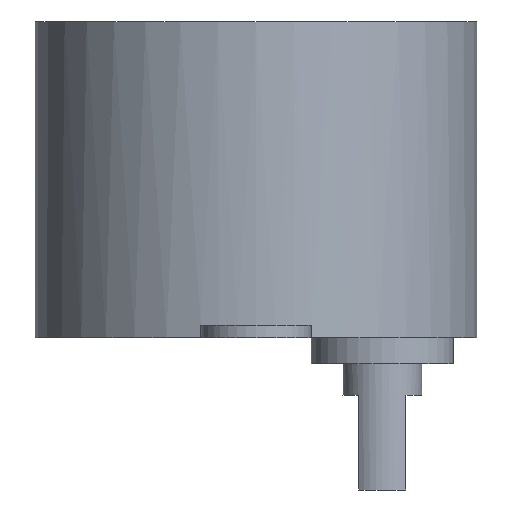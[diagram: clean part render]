
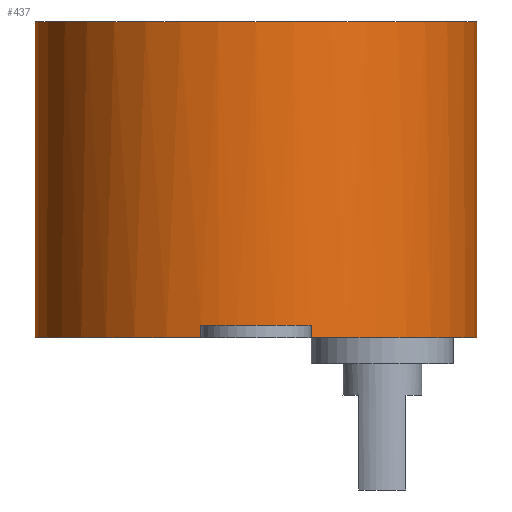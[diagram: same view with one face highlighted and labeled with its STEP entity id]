
A CAD part, left-side view. The second image highlights one B-rep face of the part: STEP entity #437.
In plain terms, the highlighted cylindrical face has radius 14 mm (diameter 28 mm), a full revolution.
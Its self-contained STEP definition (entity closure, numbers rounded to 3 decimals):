
#40=CYLINDRICAL_SURFACE('',#503,14.);
#64=FACE_OUTER_BOUND('',#94,.T.);
#94=EDGE_LOOP('',(#373,#374,#375,#376,#377,#378,#379,#380,#381,#382,#383,
#384));
#117=LINE('',#726,#148);
#119=LINE('',#731,#150);
#126=LINE('',#755,#157);
#128=LINE('',#760,#159);
#130=LINE('',#769,#161);
#148=VECTOR('',#595,10.);
#150=VECTOR('',#599,10.);
#157=VECTOR('',#624,10.);
#159=VECTOR('',#628,10.);
#161=VECTOR('',#640,14.);
#178=CIRCLE('',#491,14.);
#183=CIRCLE('',#501,14.);
#184=CIRCLE('',#502,14.);
#185=CIRCLE('',#504,14.);
#186=CIRCLE('',#505,14.);
#187=CIRCLE('',#506,14.);
#210=VERTEX_POINT('',#722);
#211=VERTEX_POINT('',#724);
#212=VERTEX_POINT('',#728);
#213=VERTEX_POINT('',#730);
#220=VERTEX_POINT('',#751);
#221=VERTEX_POINT('',#753);
#222=VERTEX_POINT('',#757);
#223=VERTEX_POINT('',#759);
#224=VERTEX_POINT('',#763);
#225=VERTEX_POINT('',#767);
#259=EDGE_CURVE('',#210,#211,#117,.T.);
#261=EDGE_CURVE('',#213,#212,#119,.T.);
#263=EDGE_CURVE('',#211,#213,#178,.T.);
#273=EDGE_CURVE('',#220,#221,#126,.T.);
#275=EDGE_CURVE('',#223,#222,#128,.T.);
#277=EDGE_CURVE('',#224,#223,#183,.T.);
#278=EDGE_CURVE('',#221,#224,#184,.T.);
#279=EDGE_CURVE('',#225,#225,#185,.T.);
#280=EDGE_CURVE('',#225,#224,#130,.T.);
#281=EDGE_CURVE('',#222,#210,#186,.T.);
#282=EDGE_CURVE('',#212,#220,#187,.T.);
#373=ORIENTED_EDGE('',*,*,#279,.F.);
#374=ORIENTED_EDGE('',*,*,#280,.T.);
#375=ORIENTED_EDGE('',*,*,#277,.T.);
#376=ORIENTED_EDGE('',*,*,#275,.T.);
#377=ORIENTED_EDGE('',*,*,#281,.T.);
#378=ORIENTED_EDGE('',*,*,#259,.T.);
#379=ORIENTED_EDGE('',*,*,#263,.T.);
#380=ORIENTED_EDGE('',*,*,#261,.T.);
#381=ORIENTED_EDGE('',*,*,#282,.T.);
#382=ORIENTED_EDGE('',*,*,#273,.T.);
#383=ORIENTED_EDGE('',*,*,#278,.T.);
#384=ORIENTED_EDGE('',*,*,#280,.F.);
#437=ADVANCED_FACE('',(#64),#40,.T.);
#491=AXIS2_PLACEMENT_3D('',#734,#603,#604);
#501=AXIS2_PLACEMENT_3D('',#764,#632,#633);
#502=AXIS2_PLACEMENT_3D('',#765,#634,#635);
#503=AXIS2_PLACEMENT_3D('',#766,#636,#637);
#504=AXIS2_PLACEMENT_3D('',#768,#638,#639);
#505=AXIS2_PLACEMENT_3D('',#770,#641,#642);
#506=AXIS2_PLACEMENT_3D('',#771,#643,#644);
#595=DIRECTION('',(0.,0.,1.));
#599=DIRECTION('',(0.,0.,-1.));
#603=DIRECTION('center_axis',(0.,0.,1.));
#604=DIRECTION('ref_axis',(1.,0.,0.));
#624=DIRECTION('',(0.,0.,1.));
#628=DIRECTION('',(0.,0.,-1.));
#632=DIRECTION('center_axis',(0.,0.,1.));
#633=DIRECTION('ref_axis',(1.,0.,0.));
#634=DIRECTION('center_axis',(0.,0.,1.));
#635=DIRECTION('ref_axis',(1.,0.,0.));
#636=DIRECTION('center_axis',(0.,0.,1.));
#637=DIRECTION('ref_axis',(1.,0.,0.));
#638=DIRECTION('center_axis',(0.,0.,1.));
#639=DIRECTION('ref_axis',(1.,0.,0.));
#640=DIRECTION('',(0.,0.,-1.));
#641=DIRECTION('center_axis',(0.,0.,1.));
#642=DIRECTION('ref_axis',(1.,0.,0.));
#643=DIRECTION('center_axis',(0.,0.,1.));
#644=DIRECTION('ref_axis',(1.,0.,0.));
#722=CARTESIAN_POINT('',(13.555,-3.5,0.));
#724=CARTESIAN_POINT('',(13.555,-3.5,0.8));
#726=CARTESIAN_POINT('',(13.555,-3.5,0.));
#728=CARTESIAN_POINT('',(13.555,3.5,0.));
#730=CARTESIAN_POINT('',(13.555,3.5,0.8));
#731=CARTESIAN_POINT('',(13.555,3.5,0.));
#734=CARTESIAN_POINT('Origin',(0.,0.,0.8));
#751=CARTESIAN_POINT('',(-13.555,3.5,0.));
#753=CARTESIAN_POINT('',(-13.555,3.5,0.8));
#755=CARTESIAN_POINT('',(-13.555,3.5,0.));
#757=CARTESIAN_POINT('',(-13.555,-3.5,0.));
#759=CARTESIAN_POINT('',(-13.555,-3.5,0.8));
#760=CARTESIAN_POINT('',(-13.555,-3.5,0.));
#763=CARTESIAN_POINT('',(-14.,0.,0.8));
#764=CARTESIAN_POINT('Origin',(0.,0.,0.8));
#765=CARTESIAN_POINT('Origin',(0.,0.,0.8));
#766=CARTESIAN_POINT('Origin',(0.,0.,0.));
#767=CARTESIAN_POINT('',(-14.,0.,20.));
#768=CARTESIAN_POINT('Origin',(0.,0.,20.));
#769=CARTESIAN_POINT('',(-14.,0.,0.));
#770=CARTESIAN_POINT('Origin',(0.,0.,0.));
#771=CARTESIAN_POINT('Origin',(0.,0.,0.));
